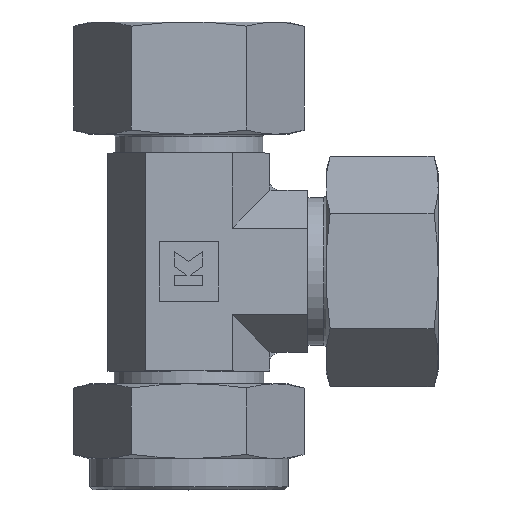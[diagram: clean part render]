
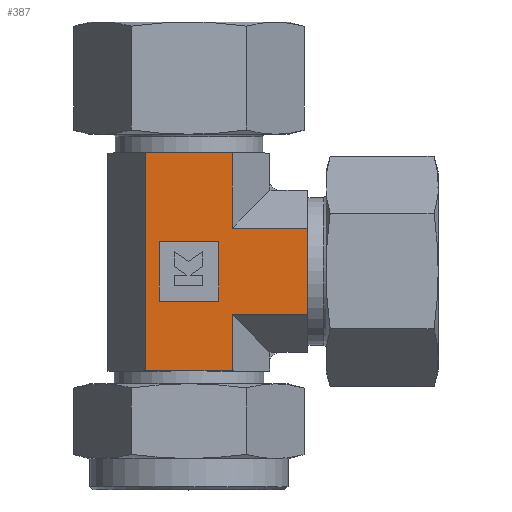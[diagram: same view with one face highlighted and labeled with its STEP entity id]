
A CAD part, top view. The second image highlights one B-rep face of the part: STEP entity #387.
In plain terms, the highlighted planar face has unit normal (0, 0, 1).
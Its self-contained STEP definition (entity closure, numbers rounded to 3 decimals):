
#387 = ADVANCED_FACE( '', ( #762, #763 ), #764, .T. );
#762 = FACE_BOUND( '', #1282, .T. );
#763 = FACE_OUTER_BOUND( '', #1283, .T. );
#764 = PLANE( '', #1284 );
#1282 = EDGE_LOOP( '', ( #2476, #2477, #2478, #2479 ) );
#1283 = EDGE_LOOP( '', ( #2480, #2481, #2482, #2483, #2484, #2485, #2486, #2487, #2488 ) );
#1284 = AXIS2_PLACEMENT_3D( '', #2489, #2490, #2491 );
#2476 = ORIENTED_EDGE( '', *, *, #3616, .T. );
#2477 = ORIENTED_EDGE( '', *, *, #3620, .T. );
#2478 = ORIENTED_EDGE( '', *, *, #3623, .T. );
#2479 = ORIENTED_EDGE( '', *, *, #3625, .T. );
#2480 = ORIENTED_EDGE( '', *, *, #3704, .T. );
#2481 = ORIENTED_EDGE( '', *, *, #3721, .T. );
#2482 = ORIENTED_EDGE( '', *, *, #3722, .F. );
#2483 = ORIENTED_EDGE( '', *, *, #3723, .T. );
#2484 = ORIENTED_EDGE( '', *, *, #3724, .T. );
#2485 = ORIENTED_EDGE( '', *, *, #3725, .F. );
#2486 = ORIENTED_EDGE( '', *, *, #3726, .T. );
#2487 = ORIENTED_EDGE( '', *, *, #3727, .T. );
#2488 = ORIENTED_EDGE( '', *, *, #3728, .T. );
#2489 = CARTESIAN_POINT( '', ( 0., -6.928, 12. ) );
#2490 = DIRECTION( '', ( 0., 0., 1. ) );
#2491 = DIRECTION( '', ( 0., -1., 0. ) );
#3616 = EDGE_CURVE( '', #4380, #4378, #4381, .T. );
#3620 = EDGE_CURVE( '', #4378, #4385, #4387, .T. );
#3623 = EDGE_CURVE( '', #4385, #4390, #4392, .T. );
#3625 = EDGE_CURVE( '', #4390, #4380, #4394, .T. );
#3704 = EDGE_CURVE( '', #4490, #4497, #4499, .T. );
#3721 = EDGE_CURVE( '', #4497, #4529, #4530, .T. );
#3722 = EDGE_CURVE( '', #4531, #4529, #4532, .T. );
#3723 = EDGE_CURVE( '', #4531, #4533, #4534, .T. );
#3724 = EDGE_CURVE( '', #4533, #4535, #4536, .T. );
#3725 = EDGE_CURVE( '', #4537, #4535, #4538, .T. );
#3726 = EDGE_CURVE( '', #4537, #4451, #4539, .T. );
#3727 = EDGE_CURVE( '', #4451, #4540, #4541, .T. );
#3728 = EDGE_CURVE( '', #4540, #4490, #4542, .T. );
#4378 = VERTEX_POINT( '', #5445 );
#4380 = VERTEX_POINT( '', #5448 );
#4381 = LINE( '', #5449, #5450 );
#4385 = VERTEX_POINT( '', #5456 );
#4387 = LINE( '', #5459, #5460 );
#4390 = VERTEX_POINT( '', #5464 );
#4392 = LINE( '', #5467, #5468 );
#4394 = LINE( '', #5471, #5472 );
#4451 = VERTEX_POINT( '', #5529 );
#4490 = VERTEX_POINT( '', #5754 );
#4497 = VERTEX_POINT( '', #5764 );
#4499 = LINE( '', #5767, #5768 );
#4529 = VERTEX_POINT( '', #5814 );
#4530 = LINE( '', #5815, #5816 );
#4531 = VERTEX_POINT( '', #5817 );
#4532 = LINE( '', #5818, #5819 );
#4533 = VERTEX_POINT( '', #5820 );
#4534 = LINE( '', #5821, #5822 );
#4535 = VERTEX_POINT( '', #5823 );
#4536 = LINE( '', #5824, #5825 );
#4537 = VERTEX_POINT( '', #5826 );
#4538 = LINE( '', #5827, #5828 );
#4539 = LINE( '', #5829, #5830 );
#4540 = VERTEX_POINT( '', #5831 );
#4541 = LINE( '', #5832, #5833 );
#4542 = LINE( '', #5834, #5835 );
#5445 = CARTESIAN_POINT( '', ( -4.8, 4.8, 12. ) );
#5448 = CARTESIAN_POINT( '', ( -4.8, -4.8, 12. ) );
#5449 = CARTESIAN_POINT( '', ( -4.8, -5.864, 12. ) );
#5450 = VECTOR( '', #7073, 1. );
#5456 = CARTESIAN_POINT( '', ( 4.8, 4.8, 12. ) );
#5459 = CARTESIAN_POINT( '', ( -2.4, 4.8, 12. ) );
#5460 = VECTOR( '', #7077, 1. );
#5464 = CARTESIAN_POINT( '', ( 4.8, -4.8, 12. ) );
#5467 = CARTESIAN_POINT( '', ( 4.8, -1.064, 12. ) );
#5468 = VECTOR( '', #7080, 1. );
#5471 = CARTESIAN_POINT( '', ( 2.4, -4.8, 12. ) );
#5472 = VECTOR( '', #7082, 1. );
#5529 = CARTESIAN_POINT( '', ( 0., -16., 12. ) );
#5754 = CARTESIAN_POINT( '', ( 6.928, -6.928, 12. ) );
#5764 = CARTESIAN_POINT( '', ( 19., -6.928, 12. ) );
#5767 = CARTESIAN_POINT( '', ( 0., -6.928, 12. ) );
#5768 = VECTOR( '', #7237, 1. );
#5814 = CARTESIAN_POINT( '', ( 19., 6.928, 12. ) );
#5815 = CARTESIAN_POINT( '', ( 19., 6.928, 12. ) );
#5816 = VECTOR( '', #7254, 1. );
#5817 = CARTESIAN_POINT( '', ( 6.928, 6.928, 12. ) );
#5818 = CARTESIAN_POINT( '', ( 0., 6.928, 12. ) );
#5819 = VECTOR( '', #7255, 1. );
#5820 = CARTESIAN_POINT( '', ( 6.928, 19., 12. ) );
#5821 = CARTESIAN_POINT( '', ( 6.928, -16., 12. ) );
#5822 = VECTOR( '', #7256, 1. );
#5823 = CARTESIAN_POINT( '', ( -6.928, 19., 12. ) );
#5824 = CARTESIAN_POINT( '', ( -6.928, 19., 12. ) );
#5825 = VECTOR( '', #7257, 1. );
#5826 = CARTESIAN_POINT( '', ( -6.928, -16., 12. ) );
#5827 = CARTESIAN_POINT( '', ( -6.928, -16., 12. ) );
#5828 = VECTOR( '', #7258, 1. );
#5829 = CARTESIAN_POINT( '', ( -6.928, -16., 12. ) );
#5830 = VECTOR( '', #7259, 1. );
#5831 = CARTESIAN_POINT( '', ( 6.928, -16., 12. ) );
#5832 = CARTESIAN_POINT( '', ( -6.928, -16., 12. ) );
#5833 = VECTOR( '', #7260, 1. );
#5834 = CARTESIAN_POINT( '', ( 6.928, -16., 12. ) );
#5835 = VECTOR( '', #7261, 1. );
#7073 = DIRECTION( '', ( 0., 1., 0. ) );
#7077 = DIRECTION( '', ( 1., 0., 0. ) );
#7080 = DIRECTION( '', ( 0., -1., 0. ) );
#7082 = DIRECTION( '', ( -1., 0., 0. ) );
#7237 = DIRECTION( '', ( 1., 0., 0. ) );
#7254 = DIRECTION( '', ( 0., 1., 0. ) );
#7255 = DIRECTION( '', ( 1., 0., 0. ) );
#7256 = DIRECTION( '', ( 0., 1., 0. ) );
#7257 = DIRECTION( '', ( -1., 0., 0. ) );
#7258 = DIRECTION( '', ( 0., 1., 0. ) );
#7259 = DIRECTION( '', ( 1., 0., 0. ) );
#7260 = DIRECTION( '', ( 1., 0., 0. ) );
#7261 = DIRECTION( '', ( 0., 1., 0. ) );
